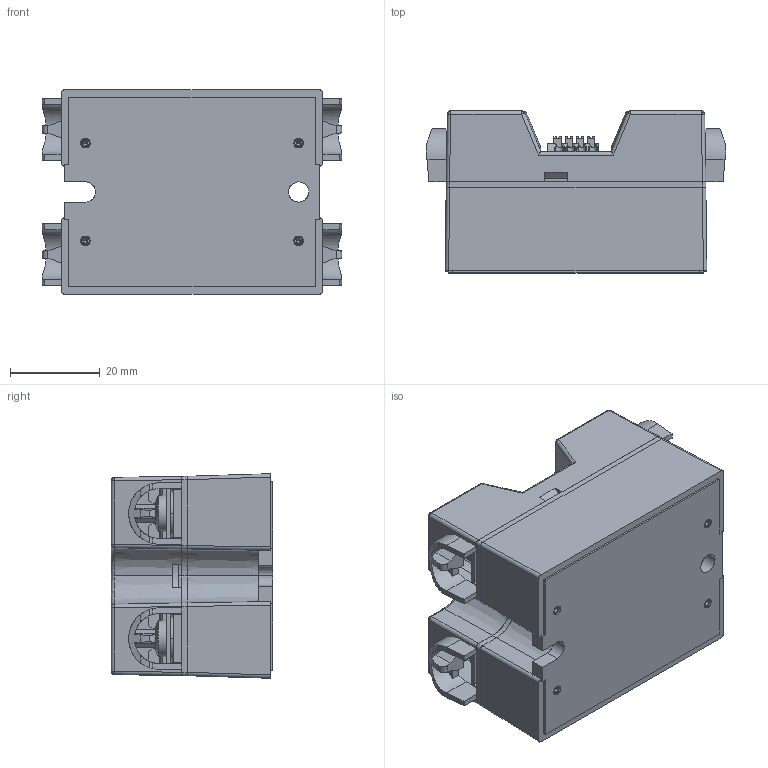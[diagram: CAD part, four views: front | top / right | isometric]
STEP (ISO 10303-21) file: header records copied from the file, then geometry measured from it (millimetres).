
FILE_DESCRIPTION (( 'STEP AP214' ), '1' );
FILE_NAME ('104808.STEP', '2016-12-12T23:02:06', ( '' ), ( '' ), 'SwSTEP 2.0', 'SolidWorks 2015', '' );
FILE_SCHEMA (( 'AUTOMOTIVE_DESIGN' ));
Length unit declared in the file: inch
Products named in the file (2): 104808
Assembly tree (1 placements, depth 2):
  104808
    104808
Bounding box: 66.93 x 36.2 x 45.72 mm (x, y, z)
Surface area: 44079.3 mm2 (no closed solid volume)
Topology: 0 solids, 2228 shells, 2228 faces, 11543 edges, 11445 vertices
Faces by surface type: plane 1160, cylinder 641, cone 246, bspline 181
Entity records: 158755 total; most frequent: CARTESIAN_POINT 60660, DIRECTION 13389, VERTEX_POINT 11445, ORIENTED_EDGE 11445, EDGE_CURVE 11445, VECTOR 6499, LINE 6499, AXIS2_PLACEMENT_3D 3445
